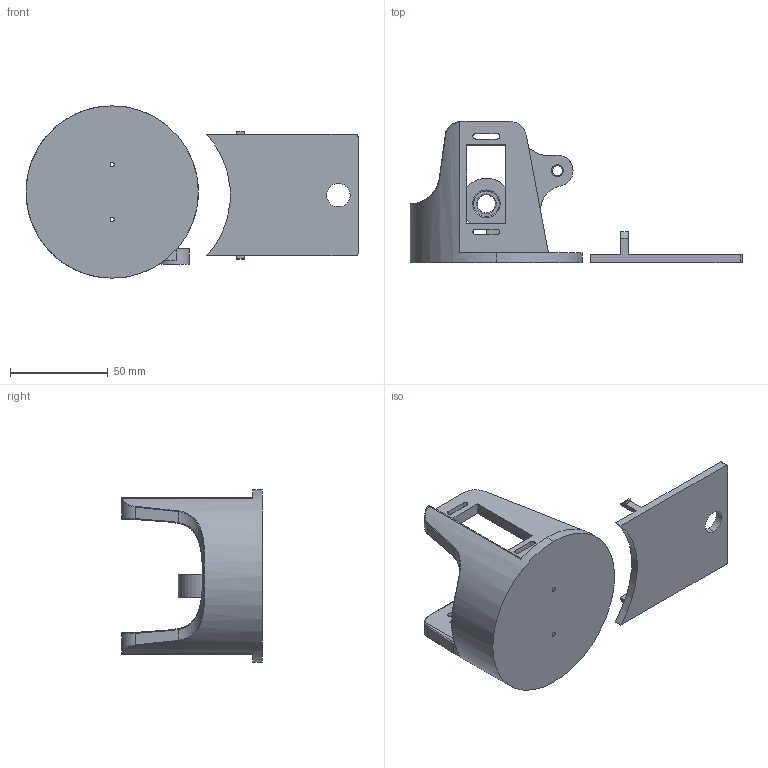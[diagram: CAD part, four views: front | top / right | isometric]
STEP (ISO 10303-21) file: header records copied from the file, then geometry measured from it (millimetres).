
FILE_DESCRIPTION (( 'STEP AP214' ), '1' );
FILE_NAME ('湖荂璃6.STEP', '2024-11-24T01:53:40', ( '' ), ( '' ), 'SwSTEP 2.0', 'SolidWorks 2023', '' );
FILE_SCHEMA (( 'AUTOMOTIVE_DESIGN' ));
Length unit declared in the file: millimetre
Products named in the file (3): 打印件6; 固定底座底部盖板; 旋转底座
Assembly tree (2 placements, depth 2):
  打印件6
    固定底座底部盖板
    旋转底座
Bounding box: 169.54 x 72 x 88 mm (x, y, z)
Volume: 100946.9 mm3; surface area: 44793.3 mm2
Topology: 2 solids, 2 shells, 140 faces, 363 edges, 230 vertices
Faces by surface type: cylinder 57, plane 55, torus 16, bspline 12
Entity records: 5348 total; most frequent: CARTESIAN_POINT 1791, DIRECTION 745, ORIENTED_EDGE 726, EDGE_CURVE 363, AXIS2_PLACEMENT_3D 280, VERTEX_POINT 230, VECTOR 185, LINE 185
